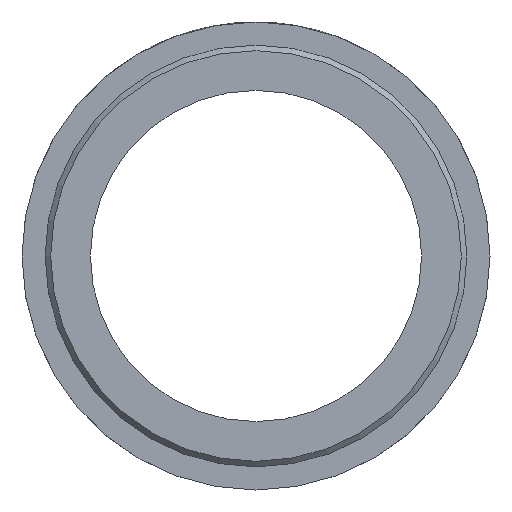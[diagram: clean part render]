
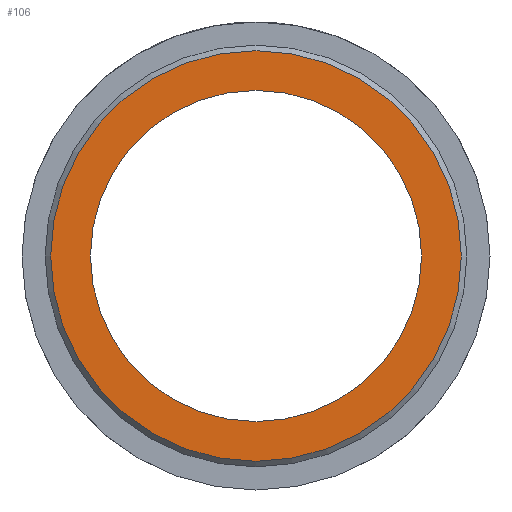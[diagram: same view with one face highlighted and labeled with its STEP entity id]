
A CAD part, left-side view. The second image highlights one B-rep face of the part: STEP entity #106.
In plain terms, the highlighted planar face has unit normal (-1, 0, 0).
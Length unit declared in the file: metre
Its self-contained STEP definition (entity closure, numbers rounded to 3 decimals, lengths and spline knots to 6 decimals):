
#25=PLANE('',#132);
#34=ORIENTED_EDGE('',*,*,#51,.T.);
#35=ORIENTED_EDGE('',*,*,#46,.F.);
#46=EDGE_CURVE('',#55,#55,#63,.T.);
#51=EDGE_CURVE('',#60,#60,#68,.F.);
#55=VERTEX_POINT('',#178);
#60=VERTEX_POINT('',#191);
#63=CIRCLE('',#125,0.015);
#68=CIRCLE('',#133,0.0186);
#76=EDGE_LOOP('',(#34));
#77=EDGE_LOOP('',(#35));
#91=FACE_BOUND('',#76,.T.);
#92=FACE_BOUND('',#77,.T.);
#106=ADVANCED_FACE('',(#91,#92),#25,.F.);
#125=AXIS2_PLACEMENT_3D('',#177,#144,#145);
#132=AXIS2_PLACEMENT_3D('',#189,#158,#159);
#133=AXIS2_PLACEMENT_3D('',#190,#160,#161);
#144=DIRECTION('',(-1.,0.,0.));
#145=DIRECTION('',(0.,0.,1.));
#158=DIRECTION('',(1.,0.,0.));
#159=DIRECTION('',(0.,0.,-1.));
#160=DIRECTION('',(1.,0.,0.));
#161=DIRECTION('',(0.,0.,-1.));
#177=CARTESIAN_POINT('',(-0.01,0.,0.));
#178=CARTESIAN_POINT('',(-0.01,0.,0.015));
#189=CARTESIAN_POINT('',(-0.01,0.,0.01705));
#190=CARTESIAN_POINT('',(-0.01,0.,0.));
#191=CARTESIAN_POINT('',(-0.01,0.,-0.0186));
